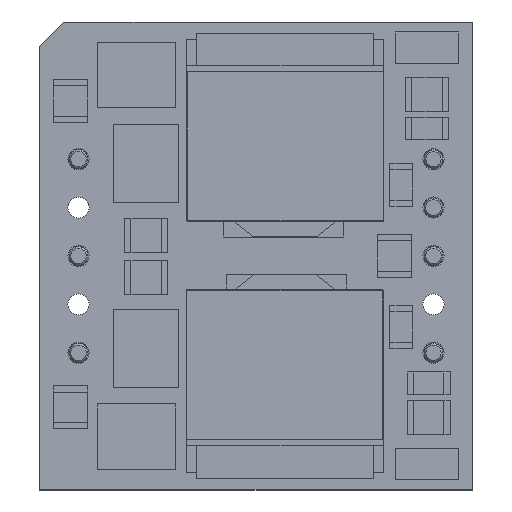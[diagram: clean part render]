
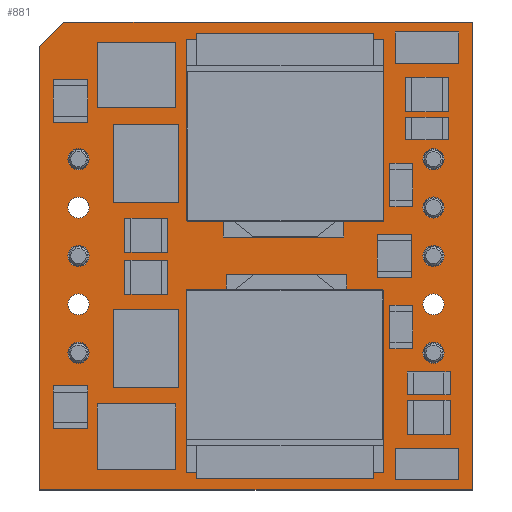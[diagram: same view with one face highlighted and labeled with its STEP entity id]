
A CAD part, top view. The second image highlights one B-rep face of the part: STEP entity #881.
In plain terms, the highlighted planar face has unit normal (0, 0, 1).
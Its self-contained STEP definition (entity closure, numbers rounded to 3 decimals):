
#360 = VERTEX_POINT('',#361);
#361 = CARTESIAN_POINT('',(0.,0.,1.561));
#367 = EDGE_CURVE('',#360,#368,#370,.T.);
#368 = VERTEX_POINT('',#369);
#369 = CARTESIAN_POINT('',(0.,34.925,1.561));
#370 = LINE('',#371,#372);
#371 = CARTESIAN_POINT('',(0.,0.,1.561));
#372 = VECTOR('',#373,1.);
#373 = DIRECTION('',(0.,1.,0.));
#398 = EDGE_CURVE('',#368,#399,#401,.T.);
#399 = VERTEX_POINT('',#400);
#400 = CARTESIAN_POINT('',(1.905,36.83,1.561));
#401 = LINE('',#402,#403);
#402 = CARTESIAN_POINT('',(0.,34.925,1.561));
#403 = VECTOR('',#404,1.);
#404 = DIRECTION('',(0.707,0.707,0.));
#429 = EDGE_CURVE('',#399,#430,#432,.T.);
#430 = VERTEX_POINT('',#431);
#431 = CARTESIAN_POINT('',(34.04,36.83,1.561));
#432 = LINE('',#433,#434);
#433 = CARTESIAN_POINT('',(1.905,36.83,1.561));
#434 = VECTOR('',#435,1.);
#435 = DIRECTION('',(1.,0.,0.));
#460 = EDGE_CURVE('',#430,#461,#463,.T.);
#461 = VERTEX_POINT('',#462);
#462 = CARTESIAN_POINT('',(34.04,0.,1.561));
#463 = LINE('',#464,#465);
#464 = CARTESIAN_POINT('',(34.04,36.83,1.561));
#465 = VECTOR('',#466,1.);
#466 = DIRECTION('',(0.,-1.,0.));
#491 = EDGE_CURVE('',#461,#360,#492,.T.);
#492 = LINE('',#493,#494);
#493 = CARTESIAN_POINT('',(34.04,0.,1.561));
#494 = VECTOR('',#495,1.);
#495 = DIRECTION('',(-1.,0.,0.));
#515 = VERTEX_POINT('',#516);
#516 = CARTESIAN_POINT('',(3.877,14.605,1.561));
#522 = EDGE_CURVE('',#515,#515,#523,.T.);
#523 = CIRCLE('',#524,0.827);
#524 = AXIS2_PLACEMENT_3D('',#525,#526,#527);
#525 = CARTESIAN_POINT('',(3.05,14.605,1.561));
#526 = DIRECTION('',(0.,0.,1.));
#527 = DIRECTION('',(1.,0.,0.));
#548 = VERTEX_POINT('',#549);
#549 = CARTESIAN_POINT('',(3.877,10.795,1.561));
#555 = EDGE_CURVE('',#548,#548,#556,.T.);
#556 = CIRCLE('',#557,0.827);
#557 = AXIS2_PLACEMENT_3D('',#558,#559,#560);
#558 = CARTESIAN_POINT('',(3.05,10.795,1.561));
#559 = DIRECTION('',(0.,0.,1.));
#560 = DIRECTION('',(1.,0.,0.));
#581 = VERTEX_POINT('',#582);
#582 = CARTESIAN_POINT('',(3.877,26.035,1.561));
#588 = EDGE_CURVE('',#581,#581,#589,.T.);
#589 = CIRCLE('',#590,0.827);
#590 = AXIS2_PLACEMENT_3D('',#591,#592,#593);
#591 = CARTESIAN_POINT('',(3.05,26.035,1.561));
#592 = DIRECTION('',(0.,0.,1.));
#593 = DIRECTION('',(1.,0.,0.));
#614 = VERTEX_POINT('',#615);
#615 = CARTESIAN_POINT('',(3.877,18.415,1.561));
#621 = EDGE_CURVE('',#614,#614,#622,.T.);
#622 = CIRCLE('',#623,0.827);
#623 = AXIS2_PLACEMENT_3D('',#624,#625,#626);
#624 = CARTESIAN_POINT('',(3.05,18.415,1.561));
#625 = DIRECTION('',(0.,0.,1.));
#626 = DIRECTION('',(1.,0.,0.));
#647 = VERTEX_POINT('',#648);
#648 = CARTESIAN_POINT('',(3.877,22.225,1.561));
#654 = EDGE_CURVE('',#647,#647,#655,.T.);
#655 = CIRCLE('',#656,0.827);
#656 = AXIS2_PLACEMENT_3D('',#657,#658,#659);
#657 = CARTESIAN_POINT('',(3.05,22.225,1.561));
#658 = DIRECTION('',(0.,0.,1.));
#659 = DIRECTION('',(1.,0.,0.));
#680 = VERTEX_POINT('',#681);
#681 = CARTESIAN_POINT('',(31.817,14.605,1.561));
#687 = EDGE_CURVE('',#680,#680,#688,.T.);
#688 = CIRCLE('',#689,0.827);
#689 = AXIS2_PLACEMENT_3D('',#690,#691,#692);
#690 = CARTESIAN_POINT('',(30.99,14.605,1.561));
#691 = DIRECTION('',(0.,0.,1.));
#692 = DIRECTION('',(1.,0.,0.));
#713 = VERTEX_POINT('',#714);
#714 = CARTESIAN_POINT('',(31.817,10.795,1.561));
#720 = EDGE_CURVE('',#713,#713,#721,.T.);
#721 = CIRCLE('',#722,0.827);
#722 = AXIS2_PLACEMENT_3D('',#723,#724,#725);
#723 = CARTESIAN_POINT('',(30.99,10.795,1.561));
#724 = DIRECTION('',(0.,0.,1.));
#725 = DIRECTION('',(1.,0.,0.));
#746 = VERTEX_POINT('',#747);
#747 = CARTESIAN_POINT('',(31.817,26.035,1.561));
#753 = EDGE_CURVE('',#746,#746,#754,.T.);
#754 = CIRCLE('',#755,0.827);
#755 = AXIS2_PLACEMENT_3D('',#756,#757,#758);
#756 = CARTESIAN_POINT('',(30.99,26.035,1.561));
#757 = DIRECTION('',(0.,0.,1.));
#758 = DIRECTION('',(1.,0.,0.));
#779 = VERTEX_POINT('',#780);
#780 = CARTESIAN_POINT('',(31.817,18.415,1.561));
#786 = EDGE_CURVE('',#779,#779,#787,.T.);
#787 = CIRCLE('',#788,0.827);
#788 = AXIS2_PLACEMENT_3D('',#789,#790,#791);
#789 = CARTESIAN_POINT('',(30.99,18.415,1.561));
#790 = DIRECTION('',(0.,0.,1.));
#791 = DIRECTION('',(1.,0.,0.));
#812 = VERTEX_POINT('',#813);
#813 = CARTESIAN_POINT('',(31.817,22.225,1.561));
#819 = EDGE_CURVE('',#812,#812,#820,.T.);
#820 = CIRCLE('',#821,0.827);
#821 = AXIS2_PLACEMENT_3D('',#822,#823,#824);
#822 = CARTESIAN_POINT('',(30.99,22.225,1.561));
#823 = DIRECTION('',(0.,0.,1.));
#824 = DIRECTION('',(1.,0.,0.));
#881 = ADVANCED_FACE('',(#882,#889,#892,#895,#898,#901,#904,#907,#910,
    #913,#916),#919,.T.);
#882 = FACE_BOUND('',#883,.F.);
#883 = EDGE_LOOP('',(#884,#885,#886,#887,#888));
#884 = ORIENTED_EDGE('',*,*,#367,.T.);
#885 = ORIENTED_EDGE('',*,*,#398,.T.);
#886 = ORIENTED_EDGE('',*,*,#429,.T.);
#887 = ORIENTED_EDGE('',*,*,#460,.T.);
#888 = ORIENTED_EDGE('',*,*,#491,.T.);
#889 = FACE_BOUND('',#890,.T.);
#890 = EDGE_LOOP('',(#891));
#891 = ORIENTED_EDGE('',*,*,#522,.F.);
#892 = FACE_BOUND('',#893,.T.);
#893 = EDGE_LOOP('',(#894));
#894 = ORIENTED_EDGE('',*,*,#555,.F.);
#895 = FACE_BOUND('',#896,.T.);
#896 = EDGE_LOOP('',(#897));
#897 = ORIENTED_EDGE('',*,*,#588,.F.);
#898 = FACE_BOUND('',#899,.T.);
#899 = EDGE_LOOP('',(#900));
#900 = ORIENTED_EDGE('',*,*,#621,.F.);
#901 = FACE_BOUND('',#902,.T.);
#902 = EDGE_LOOP('',(#903));
#903 = ORIENTED_EDGE('',*,*,#654,.F.);
#904 = FACE_BOUND('',#905,.T.);
#905 = EDGE_LOOP('',(#906));
#906 = ORIENTED_EDGE('',*,*,#687,.F.);
#907 = FACE_BOUND('',#908,.T.);
#908 = EDGE_LOOP('',(#909));
#909 = ORIENTED_EDGE('',*,*,#720,.F.);
#910 = FACE_BOUND('',#911,.T.);
#911 = EDGE_LOOP('',(#912));
#912 = ORIENTED_EDGE('',*,*,#753,.F.);
#913 = FACE_BOUND('',#914,.T.);
#914 = EDGE_LOOP('',(#915));
#915 = ORIENTED_EDGE('',*,*,#786,.F.);
#916 = FACE_BOUND('',#917,.T.);
#917 = EDGE_LOOP('',(#918));
#918 = ORIENTED_EDGE('',*,*,#819,.F.);
#919 = PLANE('',#920);
#920 = AXIS2_PLACEMENT_3D('',#921,#922,#923);
#921 = CARTESIAN_POINT('',(0.,0.,1.561));
#922 = DIRECTION('',(0.,0.,1.));
#923 = DIRECTION('',(1.,0.,0.));
